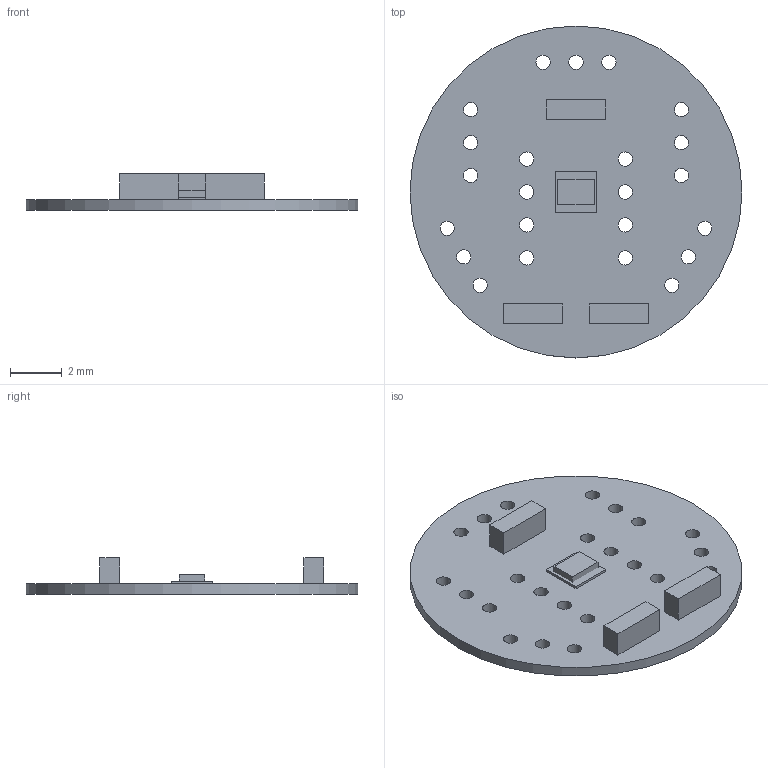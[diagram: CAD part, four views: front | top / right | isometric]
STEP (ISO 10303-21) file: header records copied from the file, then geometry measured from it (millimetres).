
FILE_DESCRIPTION(('Open CASCADE Model'),'2;1');
FILE_NAME('Open CASCADE Shape Model','2018-05-10T02:05:19',('Author'),( 'Open CASCADE'),'Open CASCADE STEP processor 6.8','Open CASCADE 6.8' ,'Unknown');
FILE_SCHEMA(('AUTOMOTIVE_DESIGN { 1 0 10303 214 1 1 1 1 }'));
Length unit declared in the file: millimetre
Products named in the file (12): PCB; Board; R3; 1138116720; Extruded; R2; R1; D1; 853436008; 1206831384
Assembly tree (13 placements, depth 4):
  PCB
    Board
    R3
      1138116720
        Extruded
    R2
      1138116720
        Extruded
    R1
      1138116720
        Extruded
    D1
      853436008
        Extruded
      1206831384
        Extruded
Bounding box: 12.8 x 12.8 x 1.41 mm (x, y, z)
Volume: 56.6 mm3; surface area: 318.1 mm2
Topology: 6 solids, 6 shells, 56 faces, 132 edges, 88 vertices
Faces by surface type: plane 32, cylinder 24
Full cylindrical faces by diameter (mm): 0.55 x23, 12.8 x1
Entity records: 1674 total; most frequent: DIRECTION 272, CARTESIAN_POINT 238, ORIENTED_EDGE 216, EDGE_CURVE 108, AXIS2_PLACEMENT_3D 106, FACE_BOUND 90, EDGE_LOOP 90, VERTEX_POINT 72
